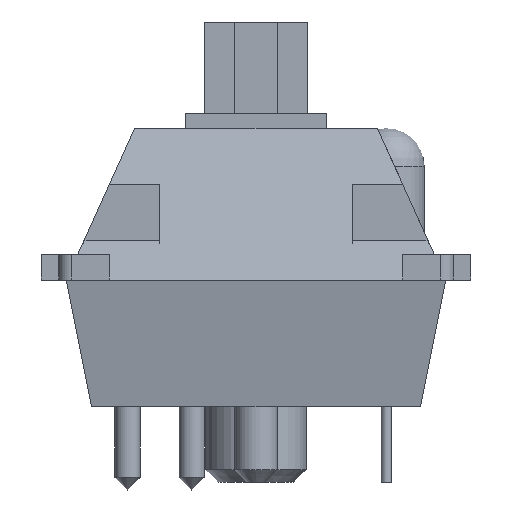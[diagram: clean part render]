
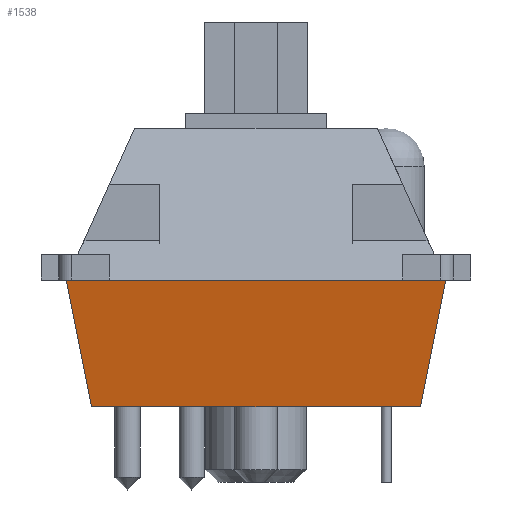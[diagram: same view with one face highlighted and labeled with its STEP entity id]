
A CAD part, left-side view. The second image highlights one B-rep face of the part: STEP entity #1538.
In plain terms, the highlighted free-form (B-spline) face has degree [1, 1] with [2, 2] control points.
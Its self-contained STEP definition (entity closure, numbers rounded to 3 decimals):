
#1212 = VERTEX_POINT('',#1213);
#1213 = CARTESIAN_POINT('',(-9.04,1.42,0.));
#1221 = EDGE_CURVE('',#1222,#1212,#1224,.T.);
#1222 = VERTEX_POINT('',#1223);
#1223 = CARTESIAN_POINT('',(-9.04,-11.58,0.));
#1224 = LINE('',#1225,#1226);
#1225 = CARTESIAN_POINT('',(-9.04,-11.58,0.));
#1226 = VECTOR('',#1227,1.);
#1227 = DIRECTION('',(0.,1.,0.));
#1522 = VERTEX_POINT('',#1523);
#1523 = CARTESIAN_POINT('',(-10.04,2.42,5.));
#1529 = EDGE_CURVE('',#1212,#1522,#1530,.T.);
#1530 = B_SPLINE_CURVE_WITH_KNOTS('',1,(#1531,#1532),.UNSPECIFIED.,.F.,
  .F.,(2,2),(0.,1.),.PIECEWISE_BEZIER_KNOTS.);
#1531 = CARTESIAN_POINT('',(-9.04,1.42,0.));
#1532 = CARTESIAN_POINT('',(-10.04,2.42,5.));
#1538 = ADVANCED_FACE('',(#1539),#1572,.F.);
#1539 = FACE_BOUND('',#1540,.F.);
#1540 = EDGE_LOOP('',(#1541,#1542,#1543,#1551,#1559,#1567));
#1541 = ORIENTED_EDGE('',*,*,#1221,.T.);
#1542 = ORIENTED_EDGE('',*,*,#1529,.T.);
#1543 = ORIENTED_EDGE('',*,*,#1544,.F.);
#1544 = EDGE_CURVE('',#1545,#1522,#1547,.T.);
#1545 = VERTEX_POINT('',#1546);
#1546 = CARTESIAN_POINT('',(-10.04,0.72,5.));
#1547 = LINE('',#1548,#1549);
#1548 = CARTESIAN_POINT('',(-10.04,-12.58,5.));
#1549 = VECTOR('',#1550,1.);
#1550 = DIRECTION('',(0.,1.,0.));
#1551 = ORIENTED_EDGE('',*,*,#1552,.F.);
#1552 = EDGE_CURVE('',#1553,#1545,#1555,.T.);
#1553 = VERTEX_POINT('',#1554);
#1554 = CARTESIAN_POINT('',(-10.04,-10.88,5.));
#1555 = LINE('',#1556,#1557);
#1556 = CARTESIAN_POINT('',(-10.04,-12.58,5.));
#1557 = VECTOR('',#1558,1.);
#1558 = DIRECTION('',(0.,1.,0.));
#1559 = ORIENTED_EDGE('',*,*,#1560,.F.);
#1560 = EDGE_CURVE('',#1561,#1553,#1563,.T.);
#1561 = VERTEX_POINT('',#1562);
#1562 = CARTESIAN_POINT('',(-10.04,-12.58,5.));
#1563 = LINE('',#1564,#1565);
#1564 = CARTESIAN_POINT('',(-10.04,-12.58,5.));
#1565 = VECTOR('',#1566,1.);
#1566 = DIRECTION('',(0.,1.,0.));
#1567 = ORIENTED_EDGE('',*,*,#1568,.F.);
#1568 = EDGE_CURVE('',#1222,#1561,#1569,.T.);
#1569 = B_SPLINE_CURVE_WITH_KNOTS('',1,(#1570,#1571),.UNSPECIFIED.,.F.,
  .F.,(2,2),(0.,1.),.PIECEWISE_BEZIER_KNOTS.);
#1570 = CARTESIAN_POINT('',(-9.04,-11.58,0.));
#1571 = CARTESIAN_POINT('',(-10.04,-12.58,5.));
#1572 = B_SPLINE_SURFACE_WITH_KNOTS('',1,1,(
    (#1573,#1574)
    ,(#1575,#1576
    )),.UNSPECIFIED.,.F.,.F.,.F.,(2,2),(2,2),(0.,15.),(0.,1.),
  .PIECEWISE_BEZIER_KNOTS.);
#1573 = CARTESIAN_POINT('',(-9.04,-11.58,0.));
#1574 = CARTESIAN_POINT('',(-10.04,-12.58,5.));
#1575 = CARTESIAN_POINT('',(-9.04,1.42,0.));
#1576 = CARTESIAN_POINT('',(-10.04,2.42,5.));
